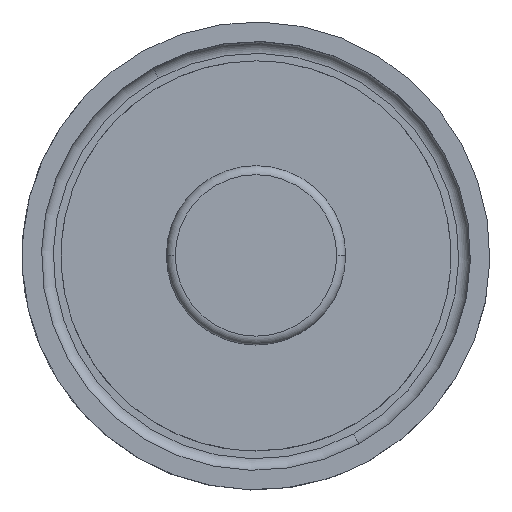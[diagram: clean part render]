
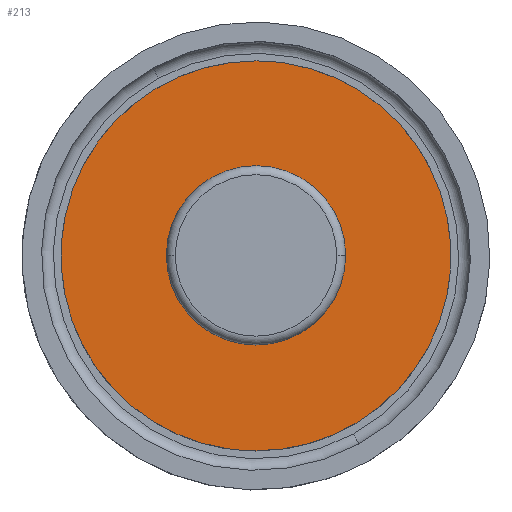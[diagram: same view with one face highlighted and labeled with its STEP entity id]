
A CAD part, top view. The second image highlights one B-rep face of the part: STEP entity #213.
In plain terms, the highlighted planar face has unit normal (0, 0, 1).
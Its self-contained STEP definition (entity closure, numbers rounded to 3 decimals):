
#68=AXIS2_PLACEMENT_3D('Circle Axis2P3D',#66,#67,$) ;
#153=AXIS2_PLACEMENT_3D('Plane Axis2P3D',#150,#151,#152) ;
#43=CARTESIAN_POINT('Vertex',(6.767,7.404,7.9)) ;
#63=CARTESIAN_POINT('Vertex',(5.233,4.596,7.9)) ;
#66=CARTESIAN_POINT('Axis2P3D Location',(6.,6.,7.9)) ;
#103=CARTESIAN_POINT('Control Point',(5.233,4.596,7.9)) ;
#104=CARTESIAN_POINT('Control Point',(4.792,4.837,7.9)) ;
#105=CARTESIAN_POINT('Control Point',(4.445,5.251,7.9)) ;
#106=CARTESIAN_POINT('Control Point',(4.287,5.79,7.9)) ;
#107=CARTESIAN_POINT('Control Point',(4.423,6.862,7.9)) ;
#108=CARTESIAN_POINT('Control Point',(5.251,7.555,7.9)) ;
#109=CARTESIAN_POINT('Control Point',(5.79,7.713,7.9)) ;
#110=CARTESIAN_POINT('Control Point',(6.326,7.645,7.9)) ;
#111=CARTESIAN_POINT('Control Point',(6.767,7.404,7.9)) ;
#150=CARTESIAN_POINT('Axis2P3D Location',(6.,6.,7.9)) ;
#156=CARTESIAN_POINT('Control Point',(6.,11.,7.9)) ;
#157=CARTESIAN_POINT('Control Point',(5.452,11.,7.9)) ;
#158=CARTESIAN_POINT('Control Point',(4.905,10.925,7.9)) ;
#159=CARTESIAN_POINT('Control Point',(4.37,10.775,7.9)) ;
#160=CARTESIAN_POINT('Control Point',(3.357,10.333,7.9)) ;
#161=CARTESIAN_POINT('Control Point',(2.5,9.634,7.9)) ;
#162=CARTESIAN_POINT('Control Point',(2.122,9.228,7.9)) ;
#163=CARTESIAN_POINT('Control Point',(1.488,8.323,7.9)) ;
#164=CARTESIAN_POINT('Control Point',(1.12,7.28,7.9)) ;
#165=CARTESIAN_POINT('Control Point',(1.009,6.737,7.9)) ;
#166=CARTESIAN_POINT('Control Point',(0.938,5.633,7.9)) ;
#167=CARTESIAN_POINT('Control Point',(1.167,4.552,7.9)) ;
#168=CARTESIAN_POINT('Control Point',(1.355,4.03,7.9)) ;
#169=CARTESIAN_POINT('Control Point',(1.87,3.051,7.9)) ;
#170=CARTESIAN_POINT('Control Point',(2.628,2.247,7.9)) ;
#171=CARTESIAN_POINT('Control Point',(3.061,1.899,7.9)) ;
#172=CARTESIAN_POINT('Control Point',(3.884,1.407,7.9)) ;
#173=CARTESIAN_POINT('Control Point',(4.796,1.122,7.9)) ;
#174=CARTESIAN_POINT('Control Point',(5.194,1.041,7.9)) ;
#175=CARTESIAN_POINT('Control Point',(5.597,1.,7.9)) ;
#176=CARTESIAN_POINT('Control Point',(6.,1.,7.9)) ;
#177=CARTESIAN_POINT('Vertex',(6.,11.,7.9)) ;
#179=CARTESIAN_POINT('Vertex',(6.,1.,7.9)) ;
#183=CARTESIAN_POINT('Control Point',(6.,1.,7.9)) ;
#184=CARTESIAN_POINT('Control Point',(6.548,1.,7.9)) ;
#185=CARTESIAN_POINT('Control Point',(7.095,1.075,7.9)) ;
#186=CARTESIAN_POINT('Control Point',(7.63,1.225,7.9)) ;
#187=CARTESIAN_POINT('Control Point',(8.643,1.667,7.9)) ;
#188=CARTESIAN_POINT('Control Point',(9.5,2.366,7.9)) ;
#189=CARTESIAN_POINT('Control Point',(9.878,2.772,7.9)) ;
#190=CARTESIAN_POINT('Control Point',(10.512,3.677,7.9)) ;
#191=CARTESIAN_POINT('Control Point',(10.88,4.72,7.9)) ;
#192=CARTESIAN_POINT('Control Point',(10.991,5.263,7.9)) ;
#193=CARTESIAN_POINT('Control Point',(11.062,6.367,7.9)) ;
#194=CARTESIAN_POINT('Control Point',(10.833,7.448,7.9)) ;
#195=CARTESIAN_POINT('Control Point',(10.645,7.97,7.9)) ;
#196=CARTESIAN_POINT('Control Point',(10.13,8.949,7.9)) ;
#197=CARTESIAN_POINT('Control Point',(9.372,9.753,7.9)) ;
#198=CARTESIAN_POINT('Control Point',(8.939,10.101,7.9)) ;
#199=CARTESIAN_POINT('Control Point',(8.116,10.593,7.9)) ;
#200=CARTESIAN_POINT('Control Point',(7.204,10.878,7.9)) ;
#201=CARTESIAN_POINT('Control Point',(6.806,10.959,7.9)) ;
#202=CARTESIAN_POINT('Control Point',(6.403,11.,7.9)) ;
#203=CARTESIAN_POINT('Control Point',(6.,11.,7.9)) ;
#67=DIRECTION('Axis2P3D Direction',(0.,0.,-1.)) ;
#151=DIRECTION('Axis2P3D Direction',(0.,0.,1.)) ;
#152=DIRECTION('Axis2P3D XDirection',(0.,1.,0.)) ;
#206=ORIENTED_EDGE('',*,*,#181,.T.) ;
#207=ORIENTED_EDGE('',*,*,#204,.T.) ;
#210=ORIENTED_EDGE('',*,*,#70,.F.) ;
#211=ORIENTED_EDGE('',*,*,#112,.F.) ;
#212=FACE_BOUND('',#209,.T.) ;
#213=ADVANCED_FACE('D00279314-2.2\\Koerper.2',(#208,#212),#154,.T.) ;
#102=B_SPLINE_CURVE_WITH_KNOTS('',5,(#103,#104,#105,#106,#107,#108,#109,#110,#111),.UNSPECIFIED.,.F.,.U.,(6,3,6),(-2.513,0.,2.513),.UNSPECIFIED.) ;
#155=B_SPLINE_CURVE_WITH_KNOTS('',5,(#156,#157,#158,#159,#160,#161,#162,#163,#164,#165,#166,#167,#168,#169,#170,#171,#172,#173,#174,#175,#176),.UNSPECIFIED.,.F.,.U.,(6,3,3,3,3,3,6),(0.,3.884,7.768,11.653,15.537,19.421,22.279),.UNSPECIFIED.) ;
#182=B_SPLINE_CURVE_WITH_KNOTS('',5,(#183,#184,#185,#186,#187,#188,#189,#190,#191,#192,#193,#194,#195,#196,#197,#198,#199,#200,#201,#202,#203),.UNSPECIFIED.,.F.,.U.,(6,3,3,3,3,3,6),(0.,3.884,7.768,11.653,15.537,19.421,22.279),.UNSPECIFIED.) ;
#69=CIRCLE('generated circle',#68,1.6) ;
#70=EDGE_CURVE('',#64,#44,#69,.F.) ;
#112=EDGE_CURVE('',#44,#64,#102,.F.) ;
#181=EDGE_CURVE('',#178,#180,#155,.T.) ;
#204=EDGE_CURVE('',#180,#178,#182,.T.) ;
#205=EDGE_LOOP('',(#206,#207)) ;
#209=EDGE_LOOP('',(#210,#211)) ;
#208=FACE_OUTER_BOUND('',#205,.T.) ;
#154=PLANE('',#153) ;
#44=VERTEX_POINT('',#43) ;
#64=VERTEX_POINT('',#63) ;
#178=VERTEX_POINT('',#177) ;
#180=VERTEX_POINT('',#179) ;
